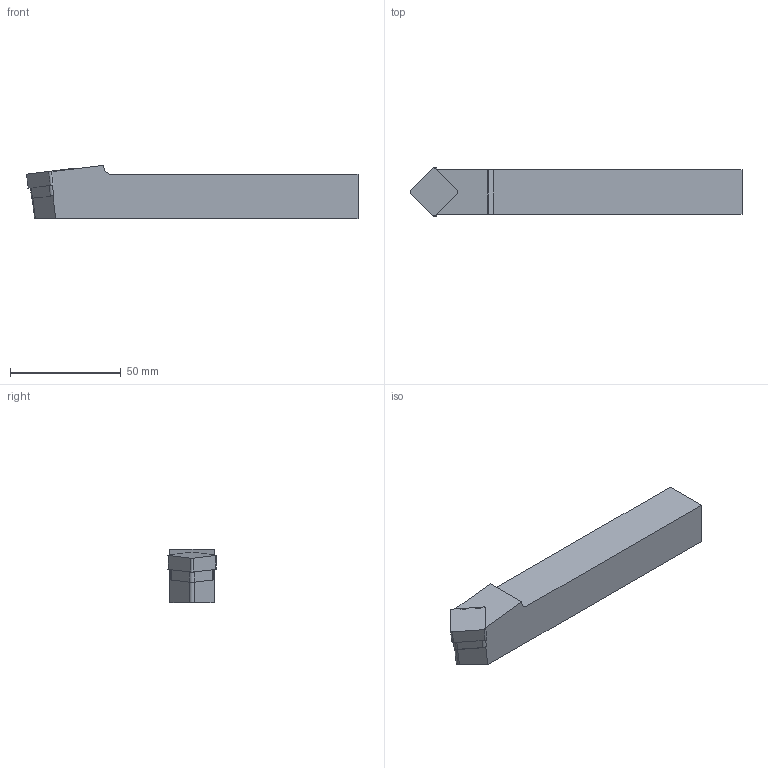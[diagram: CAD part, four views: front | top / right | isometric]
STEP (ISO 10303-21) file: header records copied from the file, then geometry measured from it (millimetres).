
FILE_DESCRIPTION(/* description */ (''),/* implementation_level */ '2;1');
FILE_NAME(/* name */ 'PSDNN-2020-K15.stp',/* time_stamp */ '2023-10-02T14:39:37+03:00',/* author */ (''),/* organization */ (''),/* preprocessor_version */ 'ST-DEVELOPER v19.4',/* originating_system */ 'SIEMENS PLM Software NX2306.3001',/* authorisation */ '');
FILE_SCHEMA (('AUTOMOTIVE_DESIGN { 1 0 10303 214 3 1 1 1 }'));
Length unit declared in the file: millimetre
Products named in the file (1): PSDNN-2020-K15
Bounding box: 149.67 x 21.78 x 24.03 mm (x, y, z)
Volume: 58729.2 mm3; surface area: 13311.7 mm2
Topology: 2 solids, 2 shells, 34 faces, 88 edges, 58 vertices
Faces by surface type: plane 25, cylinder 9
Entity records: 1136 total; most frequent: CARTESIAN_POINT 181, DIRECTION 178, ORIENTED_EDGE 176, EDGE_CURVE 88, LINE 68, VECTOR 68, VERTEX_POINT 58, AXIS2_PLACEMENT_3D 55
